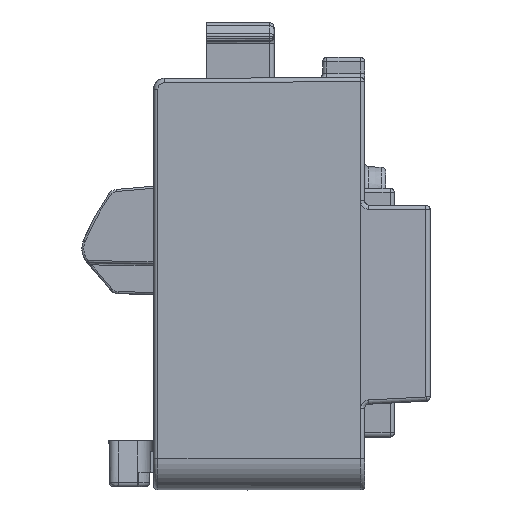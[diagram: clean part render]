
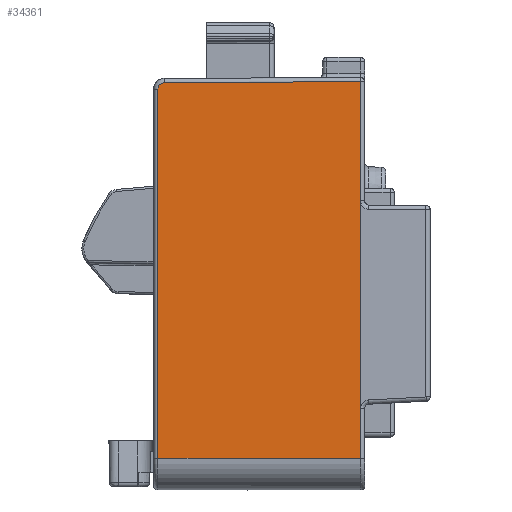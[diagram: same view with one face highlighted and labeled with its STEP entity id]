
A CAD part, left-side view. The second image highlights one B-rep face of the part: STEP entity #34361.
In plain terms, the highlighted planar face has unit normal (-1, 0.005, 0).
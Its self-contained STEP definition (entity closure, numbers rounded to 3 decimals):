
#3912=CARTESIAN_POINT('',(-22.301,9.501,19.003));
#3913=DIRECTION('',(1.,-0.005,0.));
#3914=DIRECTION('',(0.005,1.,0.));
#3915=AXIS2_PLACEMENT_3D('',#3912,#3913,#3914);
#3917=DIRECTION('',(-0.005,-1.,0.005));
#3918=VECTOR('',#3917,9.302);
#3919=CARTESIAN_POINT('',(-22.301,9.503,19.303));
#3920=LINE('',#3919,#3918);
#3921=DIRECTION('',(0.,0.,-1.));
#3922=VECTOR('',#3921,17.503);
#3923=CARTESIAN_POINT('',(-22.3,9.801,19.003));
#3924=LINE('',#3923,#3922);
#3955=DIRECTION('',(-0.005,-1.,0.));
#3956=VECTOR('',#3955,9.6);
#3957=CARTESIAN_POINT('',(-22.3,9.801,1.5));
#3958=LINE('',#3957,#3956);
#4006=DIRECTION('',(0.,0.,1.));
#4007=VECTOR('',#4006,17.851);
#4008=CARTESIAN_POINT('',(-22.35,0.201,
1.5));
#4009=LINE('',#4008,#4007);
#25948=CARTESIAN_POINT('',(-22.3,9.801,
19.003));
#25949=CARTESIAN_POINT('',(-22.301,9.503,
19.303));
#25950=VERTEX_POINT('',#25948);
#25951=VERTEX_POINT('',#25949);
#25952=CARTESIAN_POINT('',(-22.3,9.801,
1.5));
#25953=VERTEX_POINT('',#25952);
#25954=CARTESIAN_POINT('',(-22.35,0.201,
19.351));
#25955=VERTEX_POINT('',#25954);
#25956=CARTESIAN_POINT('',(-22.35,0.201,
1.5));
#25957=VERTEX_POINT('',#25956);
#34345=CARTESIAN_POINT('',(-22.35,0.2,-2.186));
#34346=DIRECTION('',(-1.,0.005,0.));
#34347=DIRECTION('',(0.,0.,1.));
#34348=AXIS2_PLACEMENT_3D('',#34345,#34346,#34347);
#34349=PLANE('',#34348);
#34351=ORIENTED_EDGE('',*,*,#34350,.F.);
#34352=ORIENTED_EDGE('',*,*,#34335,.T.);
#34354=ORIENTED_EDGE('',*,*,#34353,.T.);
#34356=ORIENTED_EDGE('',*,*,#34355,.F.);
#34358=ORIENTED_EDGE('',*,*,#34357,.F.);
#34359=EDGE_LOOP('',(#34351,#34352,#34354,#34356,#34358));
#34360=FACE_OUTER_BOUND('',#34359,.F.);
#34361=ADVANCED_FACE('',(#34360),#34349,.T.);
#3916=CIRCLE('',#3915,0.3);
#34335=EDGE_CURVE('',#25950,#25951,#3916,.T.);
#34350=EDGE_CURVE('',#25950,#25953,#3924,.T.);
#34353=EDGE_CURVE('',#25951,#25955,#3920,.T.);
#34355=EDGE_CURVE('',#25957,#25955,#4009,.T.);
#34357=EDGE_CURVE('',#25953,#25957,#3958,.T.);
